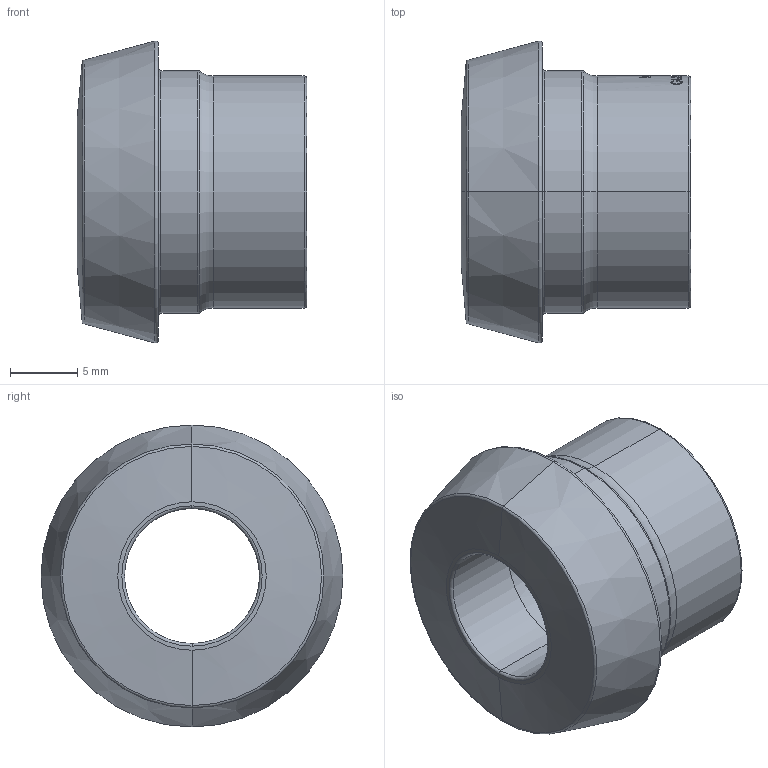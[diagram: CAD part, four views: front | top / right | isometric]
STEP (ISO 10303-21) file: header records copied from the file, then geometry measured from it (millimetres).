
FILE_DESCRIPTION (( 'STEP AP214' ), '1' );
FILE_NAME ('GL-214-017-x Kegelstutzen ISO SD17,2 x1,5 heco.STEP', '2017-09-14T07:04:09', ( '' ), ( '' ), 'SwSTEP 2.0', 'SolidWorks 2016', '' );
FILE_SCHEMA (( 'AUTOMOTIVE_DESIGN' ));
Length unit declared in the file: millimetre
Products named in the file (1): GL-214-017-x Kegelstutzen ISO SD17,2 x1,5 heco
Bounding box: 17 x 22.38 x 22.38 mm (x, y, z)
Volume: 2899.6 mm3; surface area: 2020.5 mm2
Topology: 1 solids, 1 shells, 194 faces, 491 edges, 320 vertices
Faces by surface type: bspline 80, plane 66, cylinder 26, torus 16, cone 6
Entity records: 11211 total; most frequent: CARTESIAN_POINT 5379, ORIENTED_EDGE 982, DIRECTION 589, EDGE_CURVE 491, VERTEX_POINT 320, B_SPLINE_CURVE_WITH_KNOTS 256, AXIS2_PLACEMENT_3D 239, EDGE_LOOP 217
